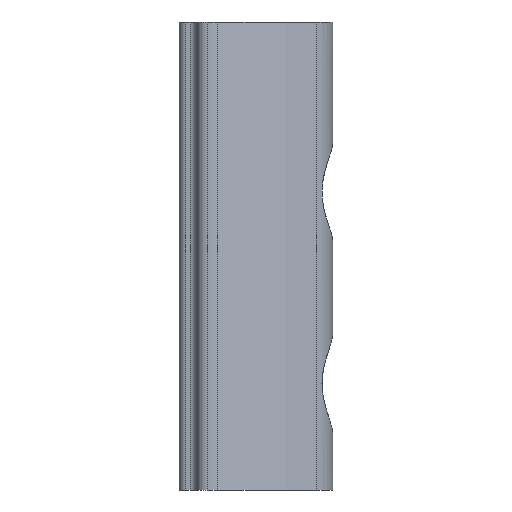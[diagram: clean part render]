
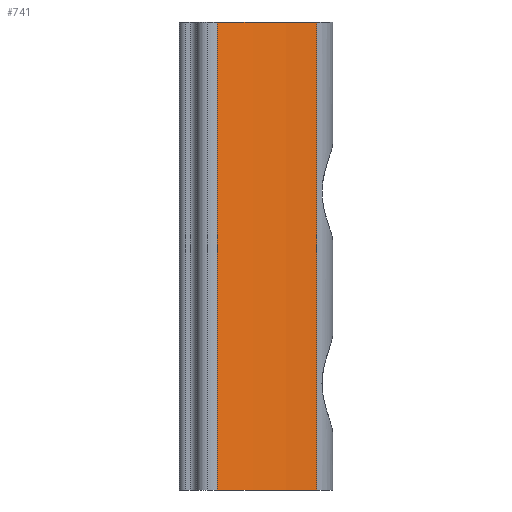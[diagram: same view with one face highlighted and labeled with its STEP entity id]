
A CAD part, left-side view. The second image highlights one B-rep face of the part: STEP entity #741.
In plain terms, the highlighted cylindrical face has radius 15 mm (diameter 30 mm), a partial arc.
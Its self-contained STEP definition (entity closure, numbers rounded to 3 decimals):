
#37 = ORIENTED_EDGE ( 'NONE', *, *, #653, .T. ) ;
#61 = CARTESIAN_POINT ( 'NONE',  ( 7.913, 4.057, 0. ) ) ;
#86 = VERTEX_POINT ( 'NONE', #364 ) ;
#128 = DIRECTION ( 'NONE',  ( 0., 0., 1. ) ) ;
#178 = EDGE_LOOP ( 'NONE', ( #565, #824, #229, #37 ) ) ;
#209 = DIRECTION ( 'NONE',  ( -1., 0., 0. ) ) ;
#229 = ORIENTED_EDGE ( 'NONE', *, *, #717, .F. ) ;
#254 = CIRCLE ( 'NONE', #1023, 15. ) ;
#297 = LINE ( 'NONE', #619, #498 ) ;
#303 = CARTESIAN_POINT ( 'NONE',  ( -2.79, -6.451, 22. ) ) ;
#333 = VERTEX_POINT ( 'NONE', #981 ) ;
#364 = CARTESIAN_POINT ( 'NONE',  ( -5.901, -1.787, 22. ) ) ;
#368 = VERTEX_POINT ( 'NONE', #397 ) ;
#397 = CARTESIAN_POINT ( 'NONE',  ( -5.901, -1.787, 0. ) ) ;
#408 = DIRECTION ( 'NONE',  ( 0., 0., 1. ) ) ;
#477 = CARTESIAN_POINT ( 'NONE',  ( 7.913, 4.057, 22. ) ) ;
#498 = VECTOR ( 'NONE', #1039, 1000. ) ;
#510 = VECTOR ( 'NONE', #913, 1000. ) ;
#535 = LINE ( 'NONE', #303, #510 ) ;
#565 = ORIENTED_EDGE ( 'NONE', *, *, #924, .T. ) ;
#588 = AXIS2_PLACEMENT_3D ( 'NONE', #735, #128, #641 ) ;
#619 = CARTESIAN_POINT ( 'NONE',  ( -5.901, -1.787, 22. ) ) ;
#641 = DIRECTION ( 'NONE',  ( 1., 0., 0. ) ) ;
#653 = EDGE_CURVE ( 'NONE', #86, #368, #297, .T. ) ;
#717 = EDGE_CURVE ( 'NONE', #86, #333, #719, .T. ) ;
#719 = CIRCLE ( 'NONE', #588, 15. ) ;
#735 = CARTESIAN_POINT ( 'NONE',  ( 7.913, 4.057, 22. ) ) ;
#741 = ADVANCED_FACE ( 'NONE', ( #915 ), #1103, .T. ) ;
#749 = VERTEX_POINT ( 'NONE', #1054 ) ;
#821 = EDGE_CURVE ( 'NONE', #749, #333, #535, .T. ) ;
#824 = ORIENTED_EDGE ( 'NONE', *, *, #821, .T. ) ;
#844 = DIRECTION ( 'NONE',  ( 1., 0., 0. ) ) ;
#913 = DIRECTION ( 'NONE',  ( 0., 0., 1. ) ) ;
#915 = FACE_OUTER_BOUND ( 'NONE', #178, .T. ) ;
#917 = DIRECTION ( 'NONE',  ( 0., 0., -1. ) ) ;
#924 = EDGE_CURVE ( 'NONE', #368, #749, #254, .T. ) ;
#981 = CARTESIAN_POINT ( 'NONE',  ( -2.79, -6.451, 22. ) ) ;
#1023 = AXIS2_PLACEMENT_3D ( 'NONE', #61, #408, #844 ) ;
#1039 = DIRECTION ( 'NONE',  ( 0., 0., -1. ) ) ;
#1054 = CARTESIAN_POINT ( 'NONE',  ( -2.79, -6.451, 0. ) ) ;
#1085 = AXIS2_PLACEMENT_3D ( 'NONE', #477, #917, #209 ) ;
#1103 = CYLINDRICAL_SURFACE ( 'NONE', #1085, 15. ) ;
